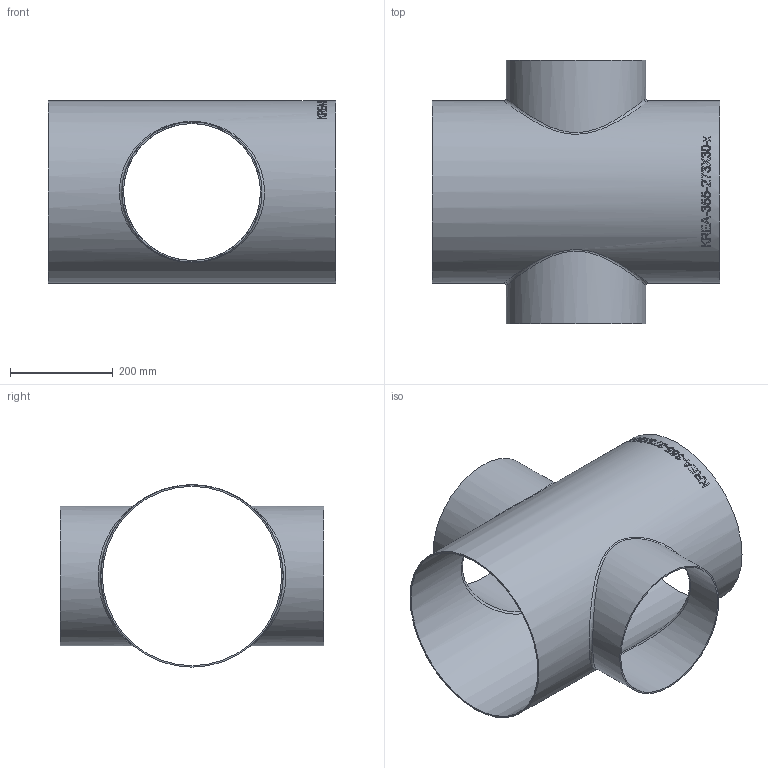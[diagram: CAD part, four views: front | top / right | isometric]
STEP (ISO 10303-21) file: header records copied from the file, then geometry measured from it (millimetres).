
FILE_DESCRIPTION (( 'STEP AP214' ), '1' );
FILE_NAME ('KREA-355-273X30-x Kreuz-Stück reduziert 2005.STEP', '2020-05-13T14:00:28', ( '' ), ( '' ), 'SwSTEP 2.0', 'SolidWorks 2019', '' );
FILE_SCHEMA (( 'AUTOMOTIVE_DESIGN' ));
Length unit declared in the file: millimetre
Products named in the file (1): KREA-355-273X30-x Kreuz-Stück reduziert 2005
Bounding box: 560 x 514 x 355.6 mm (x, y, z)
Volume: 2047082.3 mm3; surface area: 1371422 mm2
Topology: 1 solids, 1 shells, 247 faces, 674 edges, 450 vertices
Faces by surface type: bspline 150, plane 71, cylinder 26
Full cylindrical faces by diameter (mm): 267 x2, 273 x2, 349.6 x1, 355.6 x1
Entity records: 43462 total; most frequent: CARTESIAN_POINT 36012, ORIENTED_EDGE 1310, EDGE_CURVE 655, DIRECTION 477, B_SPLINE_CURVE_WITH_KNOTS 470, VERTEX_POINT 442, EDGE_LOOP 285, FACE_OUTER_BOUND 257
